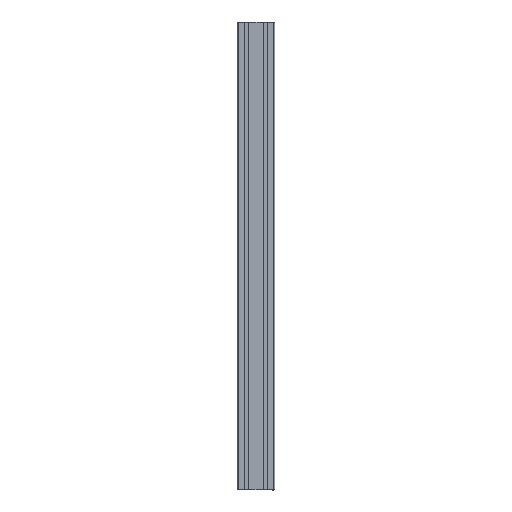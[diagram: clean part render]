
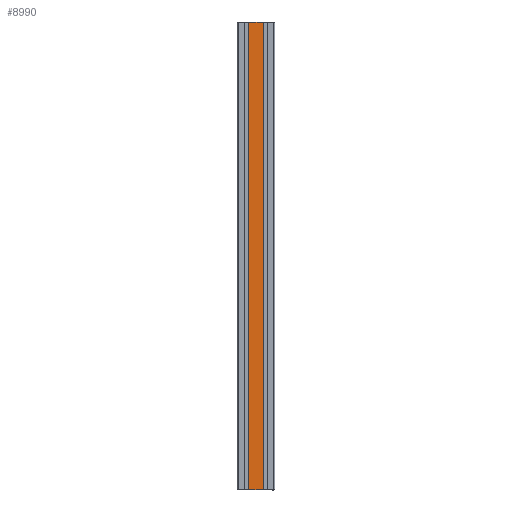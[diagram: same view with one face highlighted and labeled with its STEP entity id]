
A CAD part, left-side view. The second image highlights one B-rep face of the part: STEP entity #8990.
In plain terms, the highlighted face is planar.
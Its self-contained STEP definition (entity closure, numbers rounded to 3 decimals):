
#4598=ORIENTED_EDGE('',*,*,#6461,.T.);
#4599=ORIENTED_EDGE('',*,*,#6462,.F.);
#4600=ORIENTED_EDGE('',*,*,#6458,.F.);
#4601=ORIENTED_EDGE('',*,*,#6463,.T.);
#5366=VECTOR('',#7378,1.);
#5369=VECTOR('',#7383,1.);
#5370=VECTOR('',#7384,1.);
#5371=VECTOR('',#7385,1.);
#5766=LINE('',#8194,#5366);
#5769=LINE('',#8200,#5369);
#5770=LINE('',#8201,#5370);
#5771=LINE('',#8202,#5371);
#6098=VERTEX_POINT('',#8192);
#6099=VERTEX_POINT('',#8193);
#6100=VERTEX_POINT('',#8198);
#6101=VERTEX_POINT('',#8199);
#6458=EDGE_CURVE('',#6098,#6099,#5766,.T.);
#6461=EDGE_CURVE('',#6100,#6101,#5769,.T.);
#6462=EDGE_CURVE('',#6099,#6101,#5770,.T.);
#6463=EDGE_CURVE('',#6098,#6100,#5771,.T.);
#6736=EDGE_LOOP('',(#4598,#4599,#4600,#4601));
#6908=FACE_BOUND('',#6736,.T.);
#7378=DIRECTION('',(-1000.,0.,0.));
#7381=DIRECTION('',(0.,0.,-1.));
#7382=DIRECTION('',(0.,1.,0.));
#7383=DIRECTION('',(-1000.,0.,0.));
#7384=DIRECTION('',(0.,-31.8,0.));
#7385=DIRECTION('',(0.,-31.8,0.));
#8192=CARTESIAN_POINT('',(1000.,15.9,-40.));
#8193=CARTESIAN_POINT('',(0.,15.9,-40.));
#8194=CARTESIAN_POINT('',(1000.,15.9,-40.));
#8197=CARTESIAN_POINT('',(1000.,-15.9,-40.));
#8198=CARTESIAN_POINT('',(1000.,-15.9,-40.));
#8199=CARTESIAN_POINT('',(0.,-15.9,-40.));
#8200=CARTESIAN_POINT('',(1000.,-15.9,-40.));
#8201=CARTESIAN_POINT('',(0.,15.9,-40.));
#8202=CARTESIAN_POINT('',(1000.,15.9,-40.));
#8688=AXIS2_PLACEMENT_3D('',#8197,#7381,#7382);
#8854=PLANE('',#8688);
#8990=ADVANCED_FACE('',(#6908),#8854,.T.);
